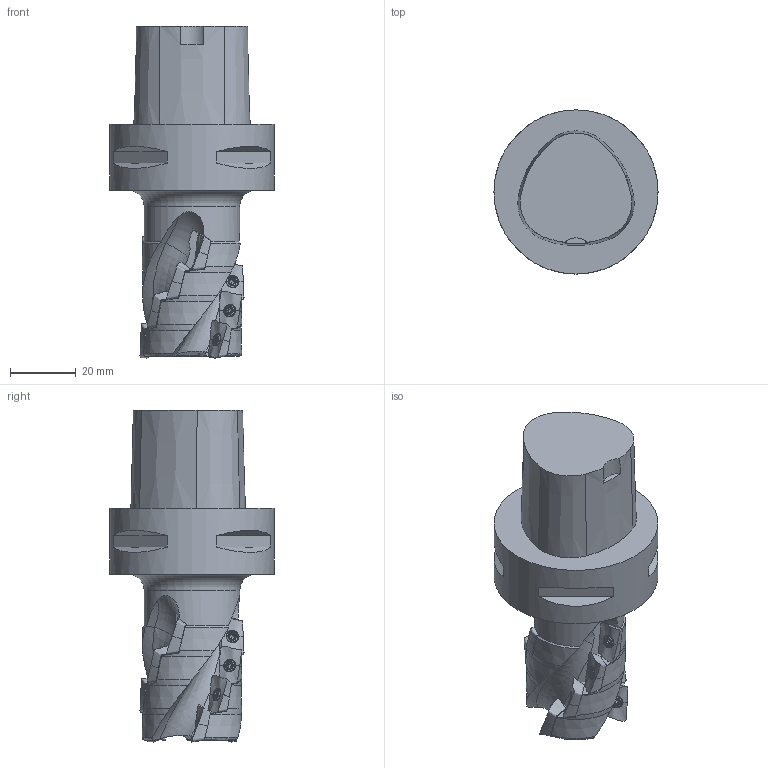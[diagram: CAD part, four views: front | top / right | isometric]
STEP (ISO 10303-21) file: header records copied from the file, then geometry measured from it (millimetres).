
FILE_DESCRIPTION(/* description */ (''),/* implementation_level */ '2;1');
FILE_NAME(/* name */ '1583464473426.stp',/* time_stamp */ '2020-03-06T08:44:51+05:00',/* author */ (''),/* organization */ ('SMS'),/* preprocessor_version */ 'ST-DEVELOPER v16.7',/* originating_system */ 'SIEMENS PLM Software NX 12.0',/* authorisation */ '');
FILE_SCHEMA (('AUTOMOTIVE_DESIGN { 1 0 10303 214 3 1 1 1 }'));
Products named in the file (4): 201207134mod000_00; ASSEMBLY_CONSTRUCTION; 202747600mod000_00; 202747620mod000_00
Assembly tree (14 placements, depth 2):
  202747620mod000_00
    202747600mod000_00
    ASSEMBLY_CONSTRUCTION
    201207134mod000_00  x12
Bounding box: 50 x 50 x 101.13 mm (x, y, z)
Volume: 92670.4 mm3; surface area: 18958.1 mm2
Topology: 13 solids, 13 shells, 719 faces, 1733 edges, 1099 vertices
Faces by surface type: cylinder 243, plane 191, cone 154, bspline 69, torus 44, sphere 12, revolution 6
Full cylindrical faces by diameter (mm): 2.2 x12, 2.5 x12, 2.8 x12, 3.45 x12, 29.117 x1, 50 x1
Entity records: 47417 total; most frequent: CARTESIAN_POINT 34784, DIRECTION 2585, ORIENTED_EDGE 2492, EDGE_CURVE 1246, AXIS2_PLACEMENT_3D 1181, VERTEX_POINT 820, EDGE_LOOP 690, ADVANCED_FACE 565
